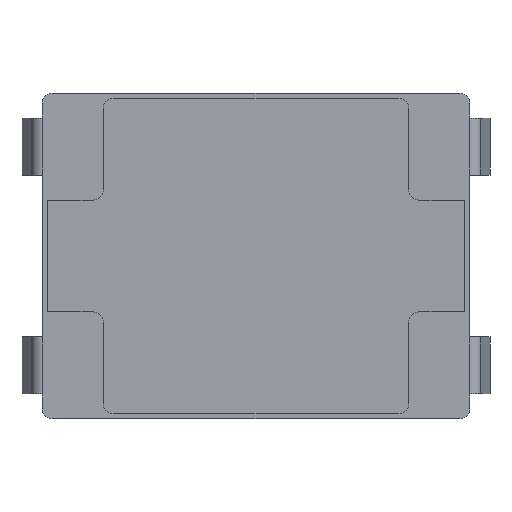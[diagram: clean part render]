
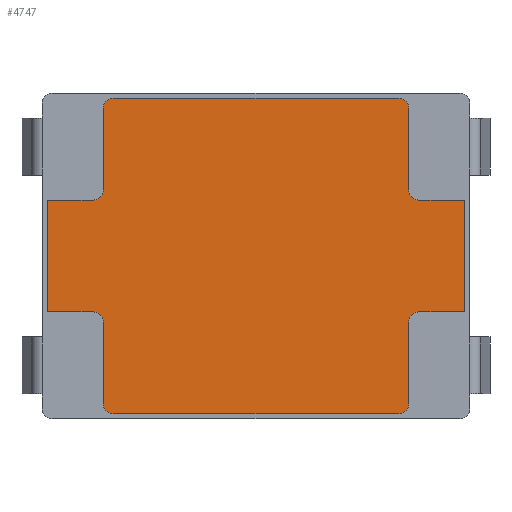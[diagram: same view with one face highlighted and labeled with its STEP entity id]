
A CAD part, front view. The second image highlights one B-rep face of the part: STEP entity #4747.
In plain terms, the highlighted planar face has unit normal (0, -1, 0).
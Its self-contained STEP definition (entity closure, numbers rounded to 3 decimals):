
#124=PLANE('',#5192);
#484=LINE('',#7853,#900);
#485=LINE('',#7855,#901);
#486=LINE('',#7859,#902);
#487=LINE('',#7863,#903);
#488=LINE('',#7867,#904);
#489=LINE('',#7871,#905);
#490=LINE('',#7873,#906);
#491=LINE('',#7875,#907);
#492=LINE('',#7879,#908);
#493=LINE('',#7883,#909);
#494=LINE('',#7887,#910);
#495=LINE('',#7890,#911);
#900=VECTOR('',#6174,1000.);
#901=VECTOR('',#6175,1000.);
#902=VECTOR('',#6178,1000.);
#903=VECTOR('',#6181,1000.);
#904=VECTOR('',#6184,1000.);
#905=VECTOR('',#6187,1000.);
#906=VECTOR('',#6188,1000.);
#907=VECTOR('',#6189,1000.);
#908=VECTOR('',#6192,1000.);
#909=VECTOR('',#6195,1000.);
#910=VECTOR('',#6198,1000.);
#911=VECTOR('',#6201,1000.);
#1314=FACE_OUTER_BOUND('',#1616,.T.);
#1616=EDGE_LOOP('',(#3723,#3724,#3725,#3726,#3727,#3728,#3729,#3730,#3731,
#3732,#3733,#3734,#3735,#3736,#3737,#3738,#3739,#3740,#3741,#3742));
#1953=CIRCLE('',#5193,0.1);
#1954=CIRCLE('',#5194,0.1);
#1955=CIRCLE('',#5195,0.1);
#1956=CIRCLE('',#5196,0.1);
#1957=CIRCLE('',#5197,0.1);
#1958=CIRCLE('',#5198,0.1);
#1959=CIRCLE('',#5199,0.1);
#1960=CIRCLE('',#5200,0.1);
#2355=VERTEX_POINT('',#7851);
#2356=VERTEX_POINT('',#7852);
#2357=VERTEX_POINT('',#7854);
#2358=VERTEX_POINT('',#7856);
#2359=VERTEX_POINT('',#7858);
#2360=VERTEX_POINT('',#7860);
#2361=VERTEX_POINT('',#7862);
#2362=VERTEX_POINT('',#7864);
#2363=VERTEX_POINT('',#7866);
#2364=VERTEX_POINT('',#7868);
#2365=VERTEX_POINT('',#7870);
#2366=VERTEX_POINT('',#7872);
#2367=VERTEX_POINT('',#7874);
#2368=VERTEX_POINT('',#7876);
#2369=VERTEX_POINT('',#7878);
#2370=VERTEX_POINT('',#7880);
#2371=VERTEX_POINT('',#7882);
#2372=VERTEX_POINT('',#7884);
#2373=VERTEX_POINT('',#7886);
#2374=VERTEX_POINT('',#7888);
#2848=EDGE_CURVE('',#2355,#2356,#484,.T.);
#2849=EDGE_CURVE('',#2355,#2357,#485,.T.);
#2850=EDGE_CURVE('',#2357,#2358,#1953,.T.);
#2851=EDGE_CURVE('',#2358,#2359,#486,.T.);
#2852=EDGE_CURVE('',#2359,#2360,#1954,.T.);
#2853=EDGE_CURVE('',#2360,#2361,#487,.T.);
#2854=EDGE_CURVE('',#2362,#2361,#1955,.T.);
#2855=EDGE_CURVE('',#2363,#2362,#488,.T.);
#2856=EDGE_CURVE('',#2364,#2363,#1956,.T.);
#2857=EDGE_CURVE('',#2365,#2364,#489,.T.);
#2858=EDGE_CURVE('',#2365,#2366,#490,.T.);
#2859=EDGE_CURVE('',#2366,#2367,#491,.T.);
#2860=EDGE_CURVE('',#2367,#2368,#1957,.T.);
#2861=EDGE_CURVE('',#2368,#2369,#492,.T.);
#2862=EDGE_CURVE('',#2369,#2370,#1958,.T.);
#2863=EDGE_CURVE('',#2371,#2370,#493,.T.);
#2864=EDGE_CURVE('',#2372,#2371,#1959,.T.);
#2865=EDGE_CURVE('',#2373,#2372,#494,.T.);
#2866=EDGE_CURVE('',#2374,#2373,#1960,.T.);
#2867=EDGE_CURVE('',#2356,#2374,#495,.T.);
#3723=ORIENTED_EDGE('',*,*,#2848,.F.);
#3724=ORIENTED_EDGE('',*,*,#2849,.T.);
#3725=ORIENTED_EDGE('',*,*,#2850,.T.);
#3726=ORIENTED_EDGE('',*,*,#2851,.T.);
#3727=ORIENTED_EDGE('',*,*,#2852,.T.);
#3728=ORIENTED_EDGE('',*,*,#2853,.T.);
#3729=ORIENTED_EDGE('',*,*,#2854,.F.);
#3730=ORIENTED_EDGE('',*,*,#2855,.F.);
#3731=ORIENTED_EDGE('',*,*,#2856,.F.);
#3732=ORIENTED_EDGE('',*,*,#2857,.F.);
#3733=ORIENTED_EDGE('',*,*,#2858,.T.);
#3734=ORIENTED_EDGE('',*,*,#2859,.T.);
#3735=ORIENTED_EDGE('',*,*,#2860,.T.);
#3736=ORIENTED_EDGE('',*,*,#2861,.T.);
#3737=ORIENTED_EDGE('',*,*,#2862,.T.);
#3738=ORIENTED_EDGE('',*,*,#2863,.F.);
#3739=ORIENTED_EDGE('',*,*,#2864,.F.);
#3740=ORIENTED_EDGE('',*,*,#2865,.F.);
#3741=ORIENTED_EDGE('',*,*,#2866,.F.);
#3742=ORIENTED_EDGE('',*,*,#2867,.F.);
#4747=ADVANCED_FACE('',(#1314),#124,.T.);
#5192=AXIS2_PLACEMENT_3D('',#7850,#6172,#6173);
#5193=AXIS2_PLACEMENT_3D('',#7857,#6176,#6177);
#5194=AXIS2_PLACEMENT_3D('',#7861,#6179,#6180);
#5195=AXIS2_PLACEMENT_3D('',#7865,#6182,#6183);
#5196=AXIS2_PLACEMENT_3D('',#7869,#6185,#6186);
#5197=AXIS2_PLACEMENT_3D('',#7877,#6190,#6191);
#5198=AXIS2_PLACEMENT_3D('',#7881,#6193,#6194);
#5199=AXIS2_PLACEMENT_3D('',#7885,#6196,#6197);
#5200=AXIS2_PLACEMENT_3D('',#7889,#6199,#6200);
#6172=DIRECTION('center_axis',(0.,-1.,0.));
#6173=DIRECTION('ref_axis',(0.,0.,-1.));
#6174=DIRECTION('',(0.,0.,-1.));
#6175=DIRECTION('',(-1.,0.,0.));
#6176=DIRECTION('center_axis',(0.,1.,0.));
#6177=DIRECTION('ref_axis',(0.,0.,-1.));
#6178=DIRECTION('',(0.,0.,1.));
#6179=DIRECTION('center_axis',(0.,-1.,0.));
#6180=DIRECTION('ref_axis',(0.,0.,1.));
#6181=DIRECTION('',(-1.,0.,0.));
#6182=DIRECTION('center_axis',(0.,1.,0.));
#6183=DIRECTION('ref_axis',(0.,0.,1.));
#6184=DIRECTION('',(0.,0.,1.));
#6185=DIRECTION('center_axis',(0.,-1.,0.));
#6186=DIRECTION('ref_axis',(0.,0.,-1.));
#6187=DIRECTION('',(1.,0.,0.));
#6188=DIRECTION('',(0.,0.,-1.));
#6189=DIRECTION('',(1.,0.,0.));
#6190=DIRECTION('center_axis',(0.,1.,0.));
#6191=DIRECTION('ref_axis',(0.,0.,1.));
#6192=DIRECTION('',(0.,0.,-1.));
#6193=DIRECTION('center_axis',(0.,-1.,0.));
#6194=DIRECTION('ref_axis',(0.,0.,-1.));
#6195=DIRECTION('',(-1.,0.,0.));
#6196=DIRECTION('center_axis',(0.,1.,0.));
#6197=DIRECTION('ref_axis',(0.,0.,-1.));
#6198=DIRECTION('',(0.,0.,-1.));
#6199=DIRECTION('center_axis',(0.,-1.,0.));
#6200=DIRECTION('ref_axis',(0.,0.,1.));
#6201=DIRECTION('',(-1.,0.,0.));
#7850=CARTESIAN_POINT('Origin',(2.,0.,-1.5));
#7851=CARTESIAN_POINT('',(2.05,0.,0.55));
#7852=CARTESIAN_POINT('',(2.05,0.,-0.55));
#7853=CARTESIAN_POINT('',(2.05,0.,-0.55));
#7854=CARTESIAN_POINT('',(1.6,0.,0.55));
#7855=CARTESIAN_POINT('',(1.6,0.,0.55));
#7856=CARTESIAN_POINT('',(1.5,0.,0.65));
#7857=CARTESIAN_POINT('Origin',(1.6,0.,0.65));
#7858=CARTESIAN_POINT('',(1.5,0.,1.45));
#7859=CARTESIAN_POINT('',(1.5,0.,1.45));
#7860=CARTESIAN_POINT('',(1.4,0.,1.55));
#7861=CARTESIAN_POINT('Origin',(1.4,0.,1.45));
#7862=CARTESIAN_POINT('',(-1.4,0.,1.55));
#7863=CARTESIAN_POINT('',(0.,0.,1.55));
#7864=CARTESIAN_POINT('',(-1.5,0.,1.45));
#7865=CARTESIAN_POINT('Origin',(-1.4,0.,1.45));
#7866=CARTESIAN_POINT('',(-1.5,0.,0.65));
#7867=CARTESIAN_POINT('',(-1.5,0.,1.45));
#7868=CARTESIAN_POINT('',(-1.6,0.,0.55));
#7869=CARTESIAN_POINT('Origin',(-1.6,0.,0.65));
#7870=CARTESIAN_POINT('',(-2.05,0.,0.55));
#7871=CARTESIAN_POINT('',(-1.6,0.,0.55));
#7872=CARTESIAN_POINT('',(-2.05,0.,-0.55));
#7873=CARTESIAN_POINT('',(-2.05,0.,-0.55));
#7874=CARTESIAN_POINT('',(-1.6,0.,-0.55));
#7875=CARTESIAN_POINT('',(-1.6,0.,-0.55));
#7876=CARTESIAN_POINT('',(-1.5,0.,-0.65));
#7877=CARTESIAN_POINT('Origin',(-1.6,0.,-0.65));
#7878=CARTESIAN_POINT('',(-1.5,0.,-1.45));
#7879=CARTESIAN_POINT('',(-1.5,0.,-1.45));
#7880=CARTESIAN_POINT('',(-1.4,0.,-1.55));
#7881=CARTESIAN_POINT('Origin',(-1.4,0.,-1.45));
#7882=CARTESIAN_POINT('',(1.4,0.,-1.55));
#7883=CARTESIAN_POINT('',(0.,0.,-1.55));
#7884=CARTESIAN_POINT('',(1.5,0.,-1.45));
#7885=CARTESIAN_POINT('Origin',(1.4,0.,-1.45));
#7886=CARTESIAN_POINT('',(1.5,0.,-0.65));
#7887=CARTESIAN_POINT('',(1.5,0.,-1.45));
#7888=CARTESIAN_POINT('',(1.6,0.,-0.55));
#7889=CARTESIAN_POINT('Origin',(1.6,0.,-0.65));
#7890=CARTESIAN_POINT('',(1.6,0.,-0.55));
